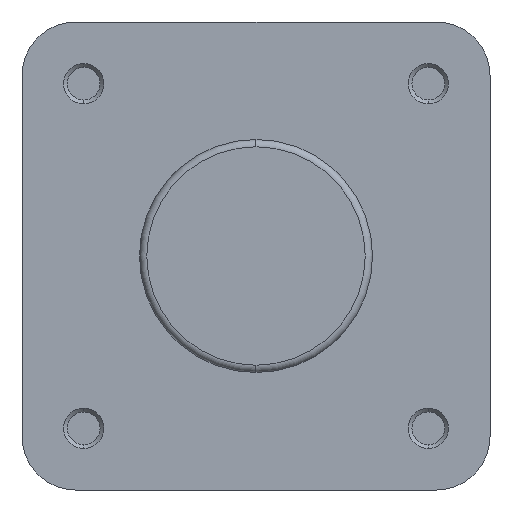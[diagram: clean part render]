
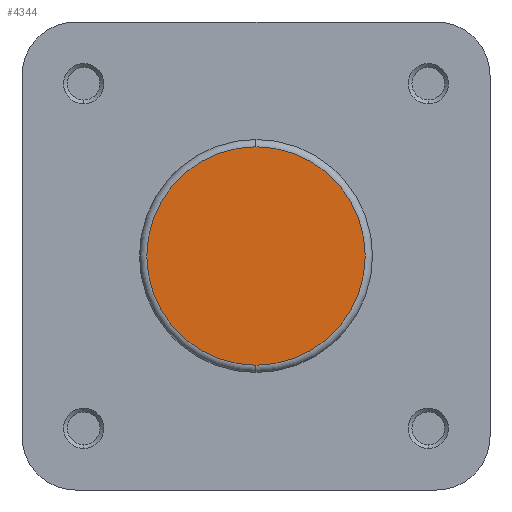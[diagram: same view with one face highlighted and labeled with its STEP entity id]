
A CAD part, left-side view. The second image highlights one B-rep face of the part: STEP entity #4344.
In plain terms, the highlighted planar face has unit normal (-1, 0, 0).
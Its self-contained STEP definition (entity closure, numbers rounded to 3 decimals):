
#103 = VERTEX_POINT ( 'NONE', #5015 ) ;
#104 = VERTEX_POINT ( 'NONE', #5016 ) ;
#451 = EDGE_CURVE ( 'NONE', #103, #104, #3578, .T. ) ;
#569 = EDGE_CURVE ( 'NONE', #104, #103, #3752, .T. ) ;
#814 = AXIS2_PLACEMENT_3D ( 'NONE', #5615, #5621, #5622 ) ;
#874 = AXIS2_PLACEMENT_3D ( 'NONE', #5921, #5922, #5923 ) ;
#1153 = AXIS2_PLACEMENT_3D ( 'NONE', #2156, #2164, #2165 ) ;
#2149 = PLANE ( 'NONE',  #1153 ) ;
#2156 = CARTESIAN_POINT ( 'NONE',  ( 0., 23.9, 0. ) ) ;
#2164 = DIRECTION ( 'NONE',  ( 1., 0., 0. ) ) ;
#2165 = DIRECTION ( 'NONE',  ( 0., 0., -1. ) ) ;
#2791 = FACE_OUTER_BOUND ( 'NONE', #6222, .T. ) ;
#3578 = CIRCLE ( 'NONE', #814, 22.4 ) ;
#3752 = CIRCLE ( 'NONE', #874, 22.4 ) ;
#4344 = ADVANCED_FACE ( 'NONE', ( #2791 ), #2149, .F. ) ;
#4668 = ORIENTED_EDGE ( 'NONE', *, *, #569, .T. ) ;
#4669 = ORIENTED_EDGE ( 'NONE', *, *, #451, .T. ) ;
#5015 = CARTESIAN_POINT ( 'NONE',  ( 0., 0., -22.4 ) ) ;
#5016 = CARTESIAN_POINT ( 'NONE',  ( 0., 0., 22.4 ) ) ;
#5615 = CARTESIAN_POINT ( 'NONE',  ( 0., 0., 0. ) ) ;
#5621 = DIRECTION ( 'NONE',  ( -1., 0., 0. ) ) ;
#5622 = DIRECTION ( 'NONE',  ( 0., 0., -1. ) ) ;
#5921 = CARTESIAN_POINT ( 'NONE',  ( 0., 0., 0. ) ) ;
#5922 = DIRECTION ( 'NONE',  ( -1., 0., 0. ) ) ;
#5923 = DIRECTION ( 'NONE',  ( 0., 0., -1. ) ) ;
#6222 = EDGE_LOOP ( 'NONE', ( #4669, #4668 ) ) ;
